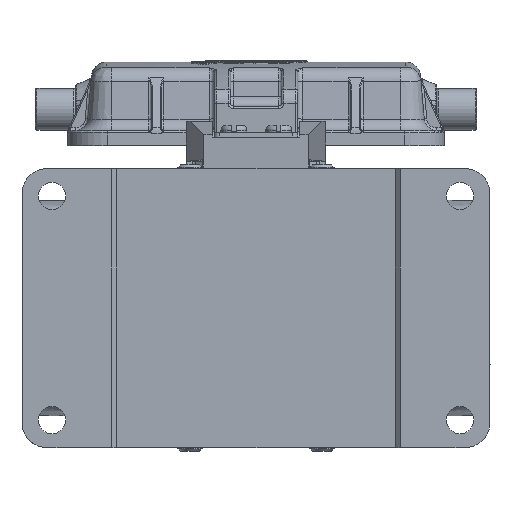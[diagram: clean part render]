
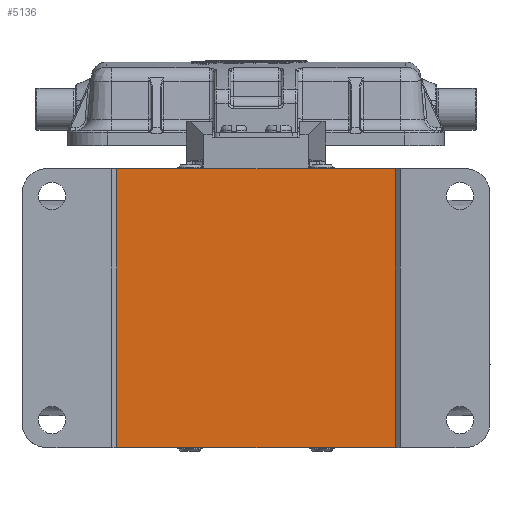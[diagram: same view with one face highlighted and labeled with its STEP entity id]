
A CAD part, front view. The second image highlights one B-rep face of the part: STEP entity #5136.
In plain terms, the highlighted planar face has unit normal (0, -1, 0).
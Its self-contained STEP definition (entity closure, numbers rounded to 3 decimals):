
#637=PLANE('',#24043);
#2441=LINE('',#44762,#3707);
#2442=LINE('',#44765,#3708);
#2443=LINE('',#44767,#3709);
#2444=LINE('',#44769,#3710);
#3707=VECTOR('',#27849,1.);
#3708=VECTOR('',#27850,1.);
#3709=VECTOR('',#27851,1.);
#3710=VECTOR('',#27852,1.);
#5136=ADVANCED_FACE('NONE',(#6508),#637,.F.);
#6508=FACE_OUTER_BOUND('',#7890,.T.);
#7890=EDGE_LOOP('',(#13262,#13263,#13264,#13265));
#13262=ORIENTED_EDGE('',*,*,#20302,.F.);
#13263=ORIENTED_EDGE('',*,*,#20303,.T.);
#13264=ORIENTED_EDGE('',*,*,#20304,.F.);
#13265=ORIENTED_EDGE('',*,*,#20305,.T.);
#17371=VERTEX_POINT('',#44763);
#17372=VERTEX_POINT('',#44764);
#17373=VERTEX_POINT('',#44766);
#17374=VERTEX_POINT('',#44768);
#20302=EDGE_CURVE('NONE',#17371,#17372,#2441,.T.);
#20303=EDGE_CURVE('NONE',#17371,#17373,#2442,.T.);
#20304=EDGE_CURVE('NONE',#17374,#17373,#2443,.T.);
#20305=EDGE_CURVE('NONE',#17374,#17372,#2444,.T.);
#24043=AXIS2_PLACEMENT_3D('',#44770,#27853,#27854);
#27849=DIRECTION('',(-1.,0.,0.));
#27850=DIRECTION('',(0.,0.,1.));
#27851=DIRECTION('',(1.,0.,0.));
#27852=DIRECTION('',(0.,0.,-1.));
#27853=DIRECTION('',(0.,1.,0.));
#27854=DIRECTION('',(0.,0.,1.));
#44762=CARTESIAN_POINT('',(47.,-76.,-28.));
#44763=CARTESIAN_POINT('',(28.,-76.,-28.));
#44764=CARTESIAN_POINT('',(-28.,-76.,-28.));
#44765=CARTESIAN_POINT('',(28.,-76.,33.6));
#44766=CARTESIAN_POINT('',(28.,-76.,28.));
#44767=CARTESIAN_POINT('',(-47.,-76.,28.));
#44768=CARTESIAN_POINT('',(-28.,-76.,28.));
#44769=CARTESIAN_POINT('',(-28.,-76.,33.6));
#44770=CARTESIAN_POINT('',(28.,-76.,33.6));
